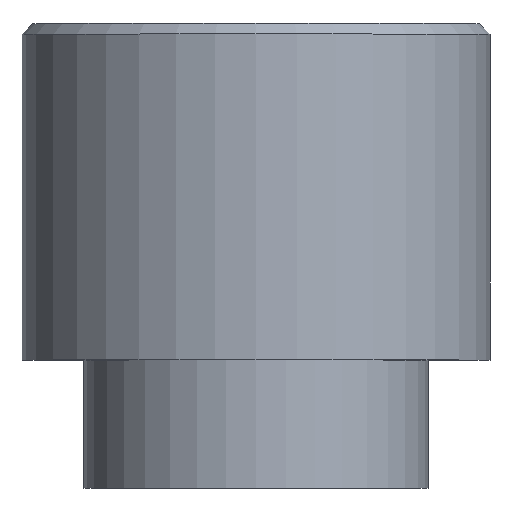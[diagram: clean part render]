
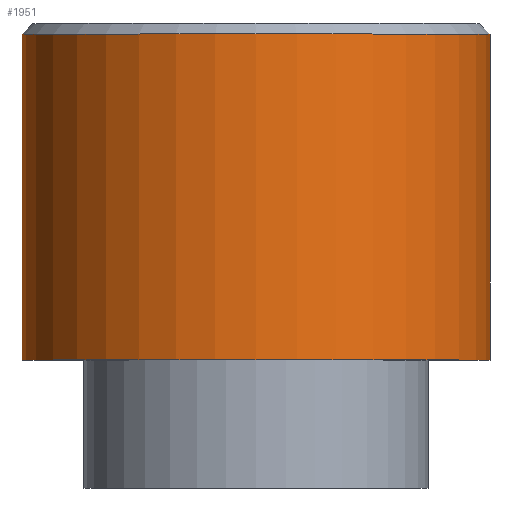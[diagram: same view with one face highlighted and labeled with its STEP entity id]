
A CAD part, top view. The second image highlights one B-rep face of the part: STEP entity #1951.
In plain terms, the highlighted cylindrical face has radius 2.781 mm (diameter 5.563 mm), a partial arc.
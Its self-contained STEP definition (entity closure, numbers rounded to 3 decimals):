
#68 = CARTESIAN_POINT ( 'NONE',  ( 0., 1.524, 0. ) ) ;
#146 = CARTESIAN_POINT ( 'NONE',  ( 2.781, 0., 0. ) ) ;
#156 = DIRECTION ( 'NONE',  ( 0., -1., 0. ) ) ;
#189 = VECTOR ( 'NONE', #2116, 1000. ) ;
#256 = DIRECTION ( 'NONE',  ( 1., 0., 0. ) ) ;
#305 = DIRECTION ( 'NONE',  ( 0., -1., 0. ) ) ;
#388 = VECTOR ( 'NONE', #156, 1000. ) ;
#482 = VERTEX_POINT ( 'NONE', #593 ) ;
#501 = CARTESIAN_POINT ( 'NONE',  ( -2.781, 1.524, 0. ) ) ;
#593 = CARTESIAN_POINT ( 'NONE',  ( 2.781, 5.397, 0. ) ) ;
#666 = CIRCLE ( 'NONE', #681, 2.781 ) ;
#677 = AXIS2_PLACEMENT_3D ( 'NONE', #68, #1352, #256 ) ;
#681 = AXIS2_PLACEMENT_3D ( 'NONE', #841, #2127, #1027 ) ;
#801 = VERTEX_POINT ( 'NONE', #501 ) ;
#841 = CARTESIAN_POINT ( 'NONE',  ( 0., 5.397, 0. ) ) ;
#895 = ORIENTED_EDGE ( 'NONE', *, *, #1948, .T. ) ;
#1006 = VERTEX_POINT ( 'NONE', #2291 ) ;
#1027 = DIRECTION ( 'NONE',  ( -1., 0., 0. ) ) ;
#1030 = CYLINDRICAL_SURFACE ( 'NONE', #1676, 2.781 ) ;
#1094 = LINE ( 'NONE', #2288, #189 ) ;
#1136 = VERTEX_POINT ( 'NONE', #2012 ) ;
#1177 = EDGE_CURVE ( 'NONE', #482, #1006, #1303, .T. ) ;
#1205 = CARTESIAN_POINT ( 'NONE',  ( 0., 0., 0. ) ) ;
#1303 = LINE ( 'NONE', #146, #388 ) ;
#1352 = DIRECTION ( 'NONE',  ( 0., -1., 0. ) ) ;
#1533 = ORIENTED_EDGE ( 'NONE', *, *, #2323, .F. ) ;
#1584 = DIRECTION ( 'NONE',  ( 1., 0., 0. ) ) ;
#1676 = AXIS2_PLACEMENT_3D ( 'NONE', #1205, #305, #1584 ) ;
#1740 = CIRCLE ( 'NONE', #677, 2.781 ) ;
#1916 = EDGE_CURVE ( 'NONE', #482, #1136, #666, .T. ) ;
#1926 = ORIENTED_EDGE ( 'NONE', *, *, #1177, .F. ) ;
#1948 = EDGE_CURVE ( 'NONE', #1136, #801, #1094, .T. ) ;
#1951 = ADVANCED_FACE ( 'NONE', ( #2020 ), #1030, .T. ) ;
#2012 = CARTESIAN_POINT ( 'NONE',  ( -2.781, 5.397, 0. ) ) ;
#2020 = FACE_OUTER_BOUND ( 'NONE', #2309, .T. ) ;
#2116 = DIRECTION ( 'NONE',  ( 0., -1., 0. ) ) ;
#2127 = DIRECTION ( 'NONE',  ( 0., -1., 0. ) ) ;
#2288 = CARTESIAN_POINT ( 'NONE',  ( -2.781, 0., 0. ) ) ;
#2291 = CARTESIAN_POINT ( 'NONE',  ( 2.781, 1.524, 0. ) ) ;
#2309 = EDGE_LOOP ( 'NONE', ( #2327, #895, #1533, #1926 ) ) ;
#2323 = EDGE_CURVE ( 'NONE', #1006, #801, #1740, .T. ) ;
#2327 = ORIENTED_EDGE ( 'NONE', *, *, #1916, .T. ) ;
